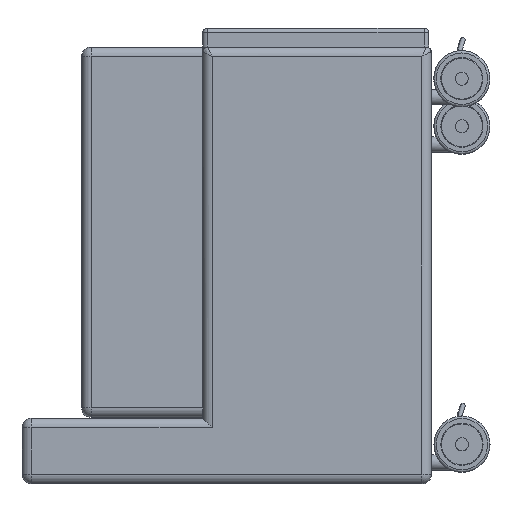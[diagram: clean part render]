
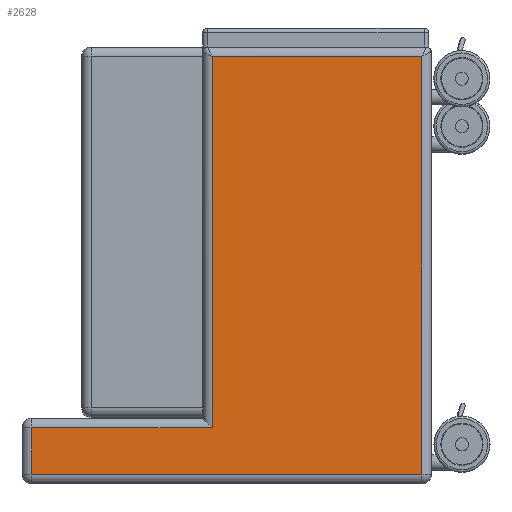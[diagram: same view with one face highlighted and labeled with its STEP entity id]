
A CAD part, left-side view. The second image highlights one B-rep face of the part: STEP entity #2628.
In plain terms, the highlighted face is planar.
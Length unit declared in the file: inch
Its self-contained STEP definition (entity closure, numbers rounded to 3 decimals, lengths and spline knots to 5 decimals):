
#252=PLANE('',#2981);
#361=FACE_OUTER_BOUND('',#542,.T.);
#542=EDGE_LOOP('',(#1859,#1860,#1861,#1862,#1863,#1864));
#752=LINE('',#4286,#925);
#755=LINE('',#4302,#928);
#757=LINE('',#4308,#930);
#758=LINE('',#4310,#931);
#759=LINE('',#4312,#932);
#760=LINE('',#4313,#933);
#925=VECTOR('',#3364,0.3937);
#928=VECTOR('',#3387,0.3937);
#930=VECTOR('',#3393,0.3937);
#931=VECTOR('',#3394,0.3937);
#932=VECTOR('',#3395,0.3937);
#933=VECTOR('',#3396,0.3937);
#1254=VERTEX_POINT('',#4280);
#1256=VERTEX_POINT('',#4284);
#1259=VERTEX_POINT('',#4301);
#1261=VERTEX_POINT('',#4307);
#1262=VERTEX_POINT('',#4309);
#1263=VERTEX_POINT('',#4311);
#1481=EDGE_CURVE('',#1256,#1254,#752,.T.);
#1489=EDGE_CURVE('',#1254,#1259,#755,.T.);
#1492=EDGE_CURVE('',#1261,#1256,#757,.T.);
#1493=EDGE_CURVE('',#1262,#1261,#758,.T.);
#1494=EDGE_CURVE('',#1263,#1262,#759,.T.);
#1495=EDGE_CURVE('',#1259,#1263,#760,.T.);
#1859=ORIENTED_EDGE('',*,*,#1481,.F.);
#1860=ORIENTED_EDGE('',*,*,#1492,.F.);
#1861=ORIENTED_EDGE('',*,*,#1493,.F.);
#1862=ORIENTED_EDGE('',*,*,#1494,.F.);
#1863=ORIENTED_EDGE('',*,*,#1495,.F.);
#1864=ORIENTED_EDGE('',*,*,#1489,.F.);
#2628=ADVANCED_FACE('',(#361),#252,.T.);
#2981=AXIS2_PLACEMENT_3D('',#4306,#3391,#3392);
#3364=DIRECTION('',(1.,0.,0.));
#3387=DIRECTION('',(0.,-1.,0.));
#3391=DIRECTION('center_axis',(0.,0.,1.));
#3392=DIRECTION('ref_axis',(1.,0.,0.));
#3393=DIRECTION('',(0.,1.,0.));
#3394=DIRECTION('',(-1.,0.,0.));
#3395=DIRECTION('',(0.,-1.,0.));
#3396=DIRECTION('',(1.,0.,0.));
#4280=CARTESIAN_POINT('',(8.21753,16.82429,0.875));
#4284=CARTESIAN_POINT('',(5.75,16.82429,0.875));
#4286=CARTESIAN_POINT('',(10.00546,16.82429,0.875));
#4301=CARTESIAN_POINT('',(8.21753,7.3125,0.875));
#4302=CARTESIAN_POINT('',(8.21753,9.83588,0.875));
#4306=CARTESIAN_POINT('Origin',(10.79339,8.09748,0.875));
#4307=CARTESIAN_POINT('',(5.75,-3.71875,0.875));
#4308=CARTESIAN_POINT('',(5.75,17.26749,0.875));
#4309=CARTESIAN_POINT('',(27.75,-3.71875,0.875));
#4310=CARTESIAN_POINT('',(6.89669,-3.71875,0.875));
#4311=CARTESIAN_POINT('',(27.75,7.3125,0.875));
#4312=CARTESIAN_POINT('',(27.75,4.04874,0.875));
#4313=CARTESIAN_POINT('',(18.64669,7.3125,0.875));
